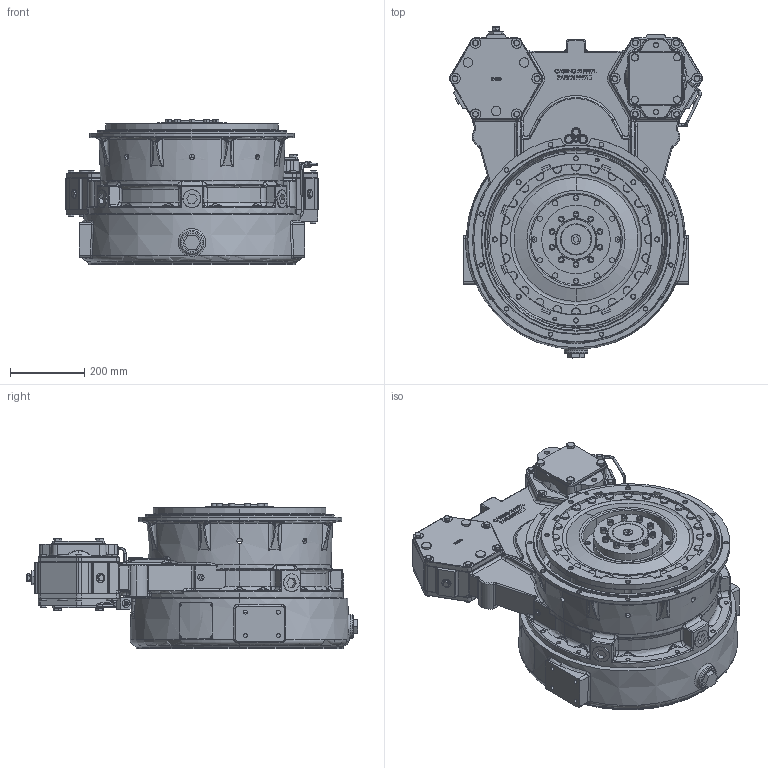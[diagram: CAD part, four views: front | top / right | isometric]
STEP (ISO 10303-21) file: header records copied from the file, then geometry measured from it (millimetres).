
FILE_DESCRIPTION (( 'STEP AP214' ), '1' );
FILE_NAME ('1026868E.STEP', '2018-07-23T18:55:17', ( '' ), ( '' ), 'SwSTEP 2.0', 'SolidWorks 2015', '' );
FILE_SCHEMA (( 'AUTOMOTIVE_DESIGN' ));
Length unit declared in the file: millimetre
Products named in the file (1): 1026868E
Bounding box: 682.5 x 896.54 x 394.34 mm (x, y, z)
Surface area: 3091201.9 mm2 (no closed solid volume)
Topology: 0 solids, 187 shells, 2927 faces, 9779 edges, 6679 vertices
Faces by surface type: plane 1074, cylinder 884, bspline 421, torus 371, cone 140, sphere 37
Entity records: 177393 total; most frequent: CARTESIAN_POINT 65893, DIRECTION 15829, ORIENTED_EDGE 15337, EDGE_CURVE 9712, VERTEX_POINT 6674, AXIS2_PLACEMENT_3D 6092, VECTOR 3645, LINE 3645
